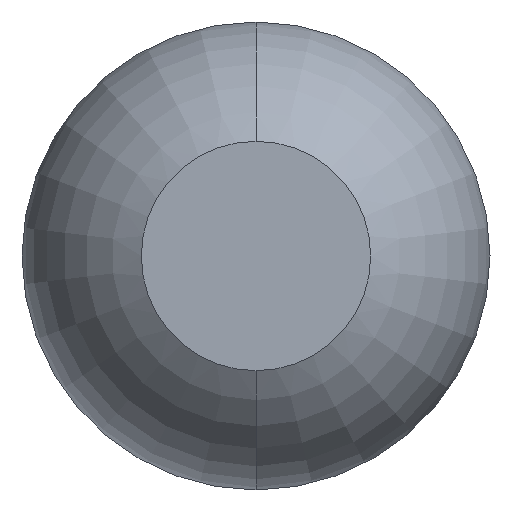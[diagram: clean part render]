
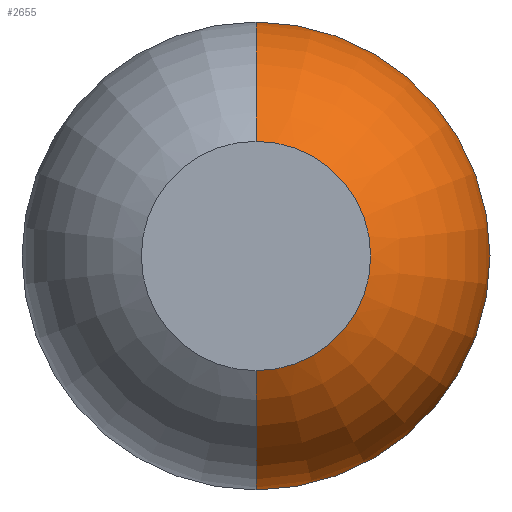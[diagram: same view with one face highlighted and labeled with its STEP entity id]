
A CAD part, front view. The second image highlights one B-rep face of the part: STEP entity #2655.
In plain terms, the highlighted toroidal (fillet/blend) face has major radius 0.01 mm and minor radius 0.5 mm.
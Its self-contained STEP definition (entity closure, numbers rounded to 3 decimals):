
#95 = EDGE_LOOP ( 'NONE', ( #2686, #801, #1424, #1280 ) ) ;
#176 = EDGE_CURVE ( 'NONE', #3184, #786, #2154, .T. ) ;
#200 = EDGE_CURVE ( 'Defeature ausgef�hrt1_10+Defeature ausgef�hrt1_5+Defeature ausgef�hrt1_5+Defeature ausgef�hrt1_5', #3184, #699, #2347, .T. ) ;
#500 = AXIS2_PLACEMENT_3D ( 'NONE', #2148, #1892, #2781 ) ;
#699 = VERTEX_POINT ( 'NONE', #3022 ) ;
#786 = VERTEX_POINT ( 'NONE', #1978 ) ;
#801 = ORIENTED_EDGE ( 'NONE', *, *, #176, .T. ) ;
#1268 = CIRCLE ( 'NONE', #1473, 0.5 ) ;
#1280 = ORIENTED_EDGE ( 'NONE', *, *, #1373, .F. ) ;
#1306 = DIRECTION ( 'NONE',  ( 0., 1., 0. ) ) ;
#1309 = CIRCLE ( 'NONE', #500, 0.51 ) ;
#1311 = AXIS2_PLACEMENT_3D ( 'NONE', #3130, #3748, #3426 ) ;
#1326 = DIRECTION ( 'NONE',  ( 0., 0., 1. ) ) ;
#1373 = EDGE_CURVE ( 'NONE', #699, #2718, #1268, .T. ) ;
#1424 = ORIENTED_EDGE ( 'NONE', *, *, #1445, .F. ) ;
#1445 = EDGE_CURVE ( 'Defeature ausgef�hrt1_6+Defeature ausgef�hrt1_5+Defeature ausgef�hrt1_5+Defeature ausgef�hrt1_5', #2718, #786, #1309, .T. ) ;
#1473 = AXIS2_PLACEMENT_3D ( 'NONE', #1601, #1901, #1326 ) ;
#1601 = CARTESIAN_POINT ( 'NONE',  ( 0., -26.961, 0.01 ) ) ;
#1625 = DIRECTION ( 'NONE',  ( 1., 0., 0. ) ) ;
#1892 = DIRECTION ( 'NONE',  ( 0., 1., 0. ) ) ;
#1901 = DIRECTION ( 'NONE',  ( -1., 0., 0. ) ) ;
#1952 = FACE_OUTER_BOUND ( 'NONE', #95, .T. ) ;
#1978 = CARTESIAN_POINT ( 'NONE',  ( 0., -26.961, -0.51 ) ) ;
#2148 = CARTESIAN_POINT ( 'NONE',  ( 0., -26.961, 0. ) ) ;
#2154 = CIRCLE ( 'NONE', #2564, 0.5 ) ;
#2207 = CARTESIAN_POINT ( 'NONE',  ( 0., -26.961, 0. ) ) ;
#2339 = TOROIDAL_SURFACE ( 'NONE', #3204, 0.01, 0.5 ) ;
#2347 = CIRCLE ( 'NONE', #1311, 0.25 ) ;
#2561 = DIRECTION ( 'NONE',  ( 0., 0., -1. ) ) ;
#2564 = AXIS2_PLACEMENT_3D ( 'NONE', #3416, #1625, #2561 ) ;
#2655 = ADVANCED_FACE ( 'Defeature ausgef�hrt1_5', ( #1952 ), #2339, .T. ) ;
#2686 = ORIENTED_EDGE ( 'NONE', *, *, #200, .F. ) ;
#2710 = CARTESIAN_POINT ( 'NONE',  ( 0., -27.4, -0.25 ) ) ;
#2718 = VERTEX_POINT ( 'NONE', #3055 ) ;
#2781 = DIRECTION ( 'NONE',  ( 0., 0., 1. ) ) ;
#3022 = CARTESIAN_POINT ( 'NONE',  ( 0., -27.4, 0.25 ) ) ;
#3055 = CARTESIAN_POINT ( 'NONE',  ( 0., -26.961, 0.51 ) ) ;
#3130 = CARTESIAN_POINT ( 'NONE',  ( 0., -27.4, 0. ) ) ;
#3184 = VERTEX_POINT ( 'NONE', #2710 ) ;
#3204 = AXIS2_PLACEMENT_3D ( 'NONE', #2207, #1306, #3647 ) ;
#3416 = CARTESIAN_POINT ( 'NONE',  ( 0., -26.961, -0.01 ) ) ;
#3426 = DIRECTION ( 'NONE',  ( 0., 0., -1. ) ) ;
#3647 = DIRECTION ( 'NONE',  ( 0., 0., 1. ) ) ;
#3748 = DIRECTION ( 'NONE',  ( 0., -1., 0. ) ) ;
